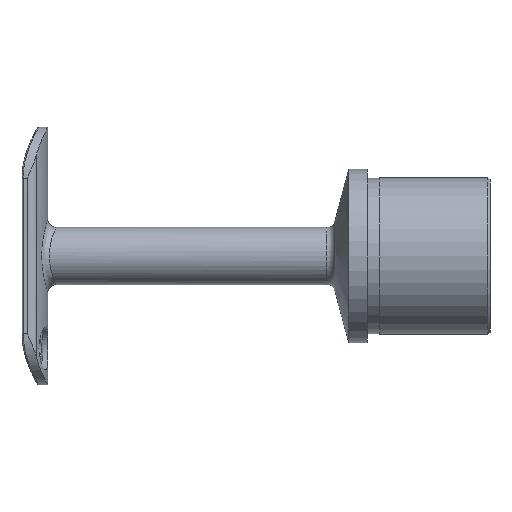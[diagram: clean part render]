
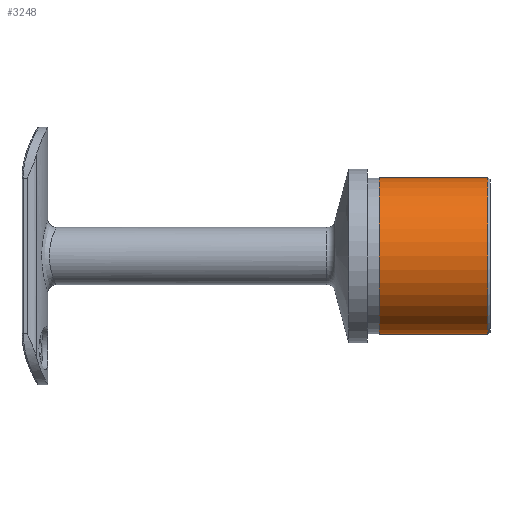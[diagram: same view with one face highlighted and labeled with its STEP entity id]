
A CAD part, left-side view. The second image highlights one B-rep face of the part: STEP entity #3248.
In plain terms, the highlighted cylindrical face has radius 19.15 mm (diameter 38.3 mm), a full revolution.
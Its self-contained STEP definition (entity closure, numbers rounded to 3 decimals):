
#1275 = CARTESIAN_POINT ( 'NONE',  ( 0., -29.5, 0. ) ) ;
#3248 = ADVANCED_FACE ( 'NONE', ( #20174, #11053 ), #22229, .T. ) ;
#3815 = EDGE_CURVE ( 'NONE', #9101, #9101, #18695, .T. ) ;
#5601 = DIRECTION ( 'NONE',  ( 1., 0., 0. ) ) ;
#6866 = AXIS2_PLACEMENT_3D ( 'NONE', #20721, #15102, #5601 ) ;
#8269 = EDGE_LOOP ( 'NONE', ( #13154 ) ) ;
#8391 = EDGE_LOOP ( 'NONE', ( #15708 ) ) ;
#9101 = VERTEX_POINT ( 'NONE', #23350 ) ;
#10619 = CARTESIAN_POINT ( 'NONE',  ( 19.15, -3., 0. ) ) ;
#11053 = FACE_OUTER_BOUND ( 'NONE', #8269, .T. ) ;
#11275 = CIRCLE ( 'NONE', #13924, 19.15 ) ;
#11460 = DIRECTION ( 'NONE',  ( 0., -1., 0. ) ) ;
#13154 = ORIENTED_EDGE ( 'NONE', *, *, #13406, .T. ) ;
#13406 = EDGE_CURVE ( 'NONE', #22944, #22944, #11275, .T. ) ;
#13413 = DIRECTION ( 'NONE',  ( 1., 0., 0. ) ) ;
#13924 = AXIS2_PLACEMENT_3D ( 'NONE', #22793, #11460, #13413 ) ;
#14363 = DIRECTION ( 'NONE',  ( 0., 1., 0. ) ) ;
#15102 = DIRECTION ( 'NONE',  ( 0., -1., 0. ) ) ;
#15708 = ORIENTED_EDGE ( 'NONE', *, *, #3815, .T. ) ;
#18695 = CIRCLE ( 'NONE', #23562, 19.15 ) ;
#20174 = FACE_OUTER_BOUND ( 'NONE', #8391, .T. ) ;
#20721 = CARTESIAN_POINT ( 'NONE',  ( 0., 4.5, 0. ) ) ;
#22021 = DIRECTION ( 'NONE',  ( 1., 0., 0. ) ) ;
#22229 = CYLINDRICAL_SURFACE ( 'NONE', #6866, 19.15 ) ;
#22793 = CARTESIAN_POINT ( 'NONE',  ( 0., -3., 0. ) ) ;
#22944 = VERTEX_POINT ( 'NONE', #10619 ) ;
#23350 = CARTESIAN_POINT ( 'NONE',  ( 19.15, -29.5, 0. ) ) ;
#23562 = AXIS2_PLACEMENT_3D ( 'NONE', #1275, #14363, #22021 ) ;
